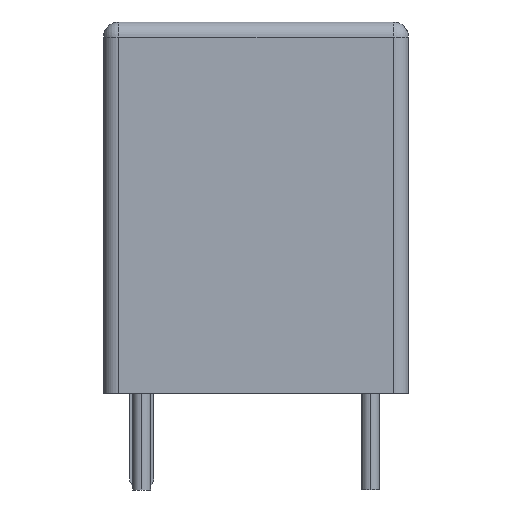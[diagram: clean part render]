
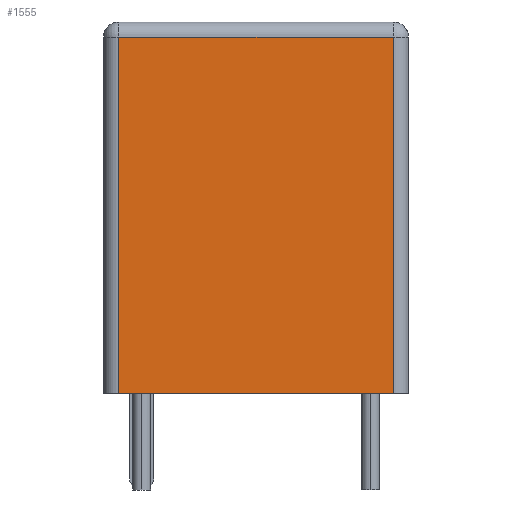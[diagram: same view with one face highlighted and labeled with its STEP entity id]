
A CAD part, left-side view. The second image highlights one B-rep face of the part: STEP entity #1555.
In plain terms, the highlighted planar face has unit normal (-1, 0, 0).
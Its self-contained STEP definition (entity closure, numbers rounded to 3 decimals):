
#868=CARTESIAN_POINT('',(-14.25,-4.55,11.8));
#869=VERTEX_POINT('',#868);
#877=CARTESIAN_POINT('',(-14.25,-4.55,0.));
#878=VERTEX_POINT('',#877);
#879=CARTESIAN_POINT('',(-14.25,-4.55,11.8));
#880=DIRECTION('',(0.0,0.0,-1.0));
#881=VECTOR('',#880,11.8);
#882=LINE('',#879,#881);
#883=EDGE_CURVE('',#869,#878,#882,.T.);
#900=CARTESIAN_POINT('',(-14.25,4.55,0.));
#901=VERTEX_POINT('',#900);
#902=CARTESIAN_POINT('',(-14.25,-4.55,0.));
#903=DIRECTION('',(0.0,1.0,0.0));
#904=VECTOR('',#903,9.1);
#905=LINE('',#902,#904);
#906=EDGE_CURVE('',#878,#901,#905,.T.);
#1468=CARTESIAN_POINT('',(-14.25,4.55,11.8));
#1469=VERTEX_POINT('',#1468);
#1493=CARTESIAN_POINT('',(-14.25,-4.55,11.8));
#1494=DIRECTION('',(0.0,1.0,0.0));
#1495=VECTOR('',#1494,9.1);
#1496=LINE('',#1493,#1495);
#1497=EDGE_CURVE('',#869,#1469,#1496,.T.);
#1539=CARTESIAN_POINT('',(-14.25,5.005,12.39));
#1540=DIRECTION('',(-1.0,0.0,0.0));
#1541=DIRECTION('',(0.0,-1.0,0.0));
#1542=AXIS2_PLACEMENT_3D('',#1539,#1540,#1541);
#1543=PLANE('',#1542);
#1544=ORIENTED_EDGE('',*,*,#1497,.T.);
#1545=CARTESIAN_POINT('',(-14.25,4.55,0.));
#1546=DIRECTION('',(0.0,0.0,1.0));
#1547=VECTOR('',#1546,11.8);
#1548=LINE('',#1545,#1547);
#1549=EDGE_CURVE('',#901,#1469,#1548,.T.);
#1550=ORIENTED_EDGE('',*,*,#1549,.F.);
#1551=ORIENTED_EDGE('',*,*,#906,.F.);
#1552=ORIENTED_EDGE('',*,*,#883,.F.);
#1553=EDGE_LOOP('',(#1544,#1550,#1551,#1552));
#1554=FACE_OUTER_BOUND('',#1553,.T.);
#1555=ADVANCED_FACE('',(#1554),#1543,.T.);
